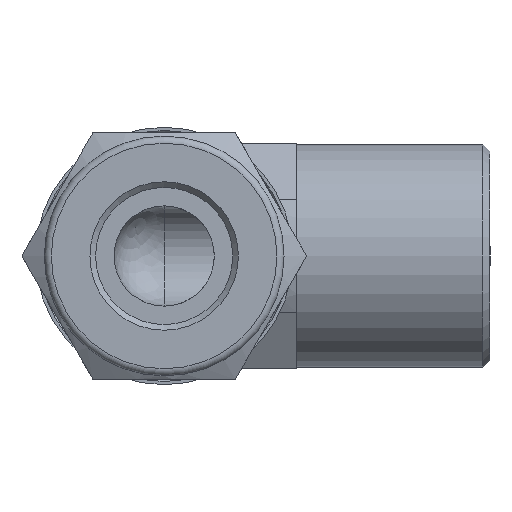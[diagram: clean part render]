
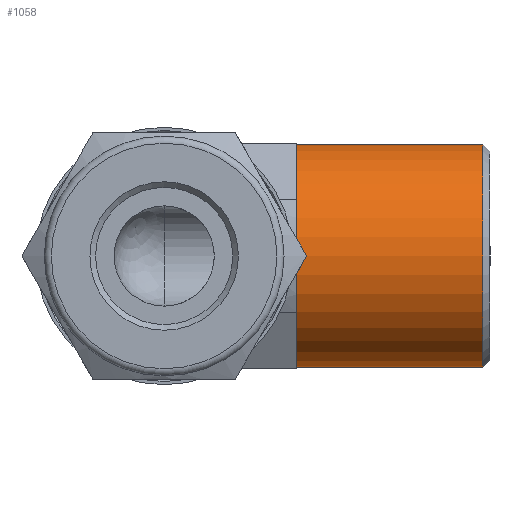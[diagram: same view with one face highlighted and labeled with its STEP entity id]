
A CAD part, left-side view. The second image highlights one B-rep face of the part: STEP entity #1058.
In plain terms, the highlighted cylindrical face has radius 7.9 mm (diameter 15.8 mm), a full revolution.
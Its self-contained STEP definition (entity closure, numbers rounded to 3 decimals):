
#46=CYLINDRICAL_SURFACE('',#1209,7.9);
#125=CIRCLE('',#1191,7.9);
#129=CIRCLE('',#1207,7.9);
#195=FACE_OUTER_BOUND('',#270,.T.);
#270=EDGE_LOOP('',(#950,#951,#952,#953));
#341=LINE('',#1910,#408);
#408=VECTOR('',#1537,7.9);
#507=VERTEX_POINT('',#1867);
#515=VERTEX_POINT('',#1904);
#644=EDGE_CURVE('',#507,#507,#125,.T.);
#661=EDGE_CURVE('',#515,#515,#129,.T.);
#664=EDGE_CURVE('',#507,#515,#341,.T.);
#950=ORIENTED_EDGE('',*,*,#644,.F.);
#951=ORIENTED_EDGE('',*,*,#664,.T.);
#952=ORIENTED_EDGE('',*,*,#661,.T.);
#953=ORIENTED_EDGE('',*,*,#664,.F.);
#1058=ADVANCED_FACE('',(#195),#46,.T.);
#1191=AXIS2_PLACEMENT_3D('',#1868,#1485,#1486);
#1207=AXIS2_PLACEMENT_3D('',#1905,#1530,#1531);
#1209=AXIS2_PLACEMENT_3D('',#1909,#1535,#1536);
#1485=DIRECTION('center_axis',(0.,1.,0.));
#1486=DIRECTION('ref_axis',(1.,0.,0.));
#1530=DIRECTION('center_axis',(0.,1.,0.));
#1531=DIRECTION('ref_axis',(1.,0.,0.));
#1535=DIRECTION('center_axis',(0.,1.,0.));
#1536=DIRECTION('ref_axis',(-1.,0.,0.));
#1537=DIRECTION('',(0.,-1.,0.));
#1867=CARTESIAN_POINT('',(7.9,-9.4,0.));
#1868=CARTESIAN_POINT('Origin',(0.,-9.4,0.));
#1904=CARTESIAN_POINT('',(7.9,-22.61,0.));
#1905=CARTESIAN_POINT('Origin',(0.,-22.61,0.));
#1909=CARTESIAN_POINT('Origin',(0.,-16.005,0.));
#1910=CARTESIAN_POINT('',(7.9,-16.005,0.));
